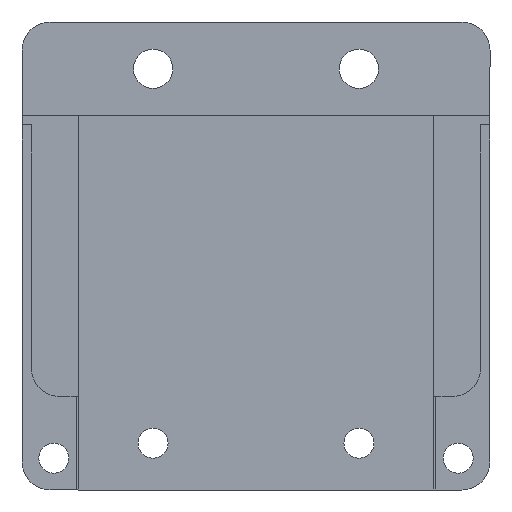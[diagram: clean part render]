
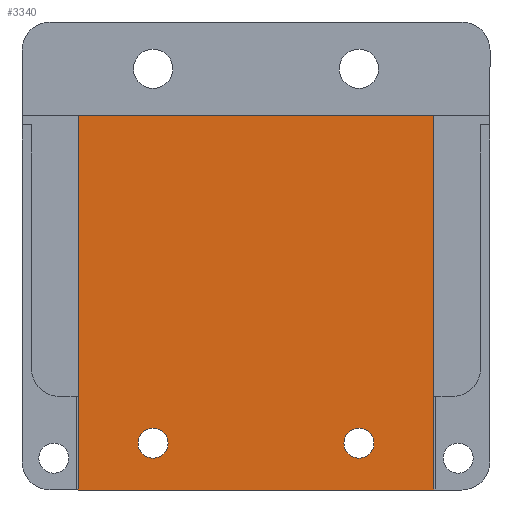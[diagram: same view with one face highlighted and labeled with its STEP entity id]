
A CAD part, front view. The second image highlights one B-rep face of the part: STEP entity #3340.
In plain terms, the highlighted planar face has unit normal (0, -1, 0).
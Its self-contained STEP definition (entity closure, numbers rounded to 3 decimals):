
#24 = VERTEX_POINT ( 'NONE', #1873 ) ;
#64 = DIRECTION ( 'NONE',  ( 0., 0., 1. ) ) ;
#108 = DIRECTION ( 'NONE',  ( 0., -1., 0. ) ) ;
#220 = CIRCLE ( 'NONE', #800, 0.8 ) ;
#313 = VERTEX_POINT ( 'NONE', #4238 ) ;
#326 = DIRECTION ( 'NONE',  ( 0., 0., 1. ) ) ;
#386 = CIRCLE ( 'NONE', #2948, 0.8 ) ;
#415 = LINE ( 'NONE', #832, #1793 ) ;
#434 = DIRECTION ( 'NONE',  ( 0., 0., 1. ) ) ;
#503 = CARTESIAN_POINT ( 'NONE',  ( 5.5, 0.5, -10.8 ) ) ;
#513 = EDGE_LOOP ( 'NONE', ( #2443, #1232 ) ) ;
#544 = EDGE_CURVE ( 'NONE', #24, #3752, #386, .T. ) ;
#672 = ORIENTED_EDGE ( 'NONE', *, *, #3382, .F. ) ;
#695 = VERTEX_POINT ( 'NONE', #4484 ) ;
#709 = DIRECTION ( 'NONE',  ( 0., 1., 0. ) ) ;
#780 = DIRECTION ( 'NONE',  ( 0., 0., -1. ) ) ;
#800 = AXIS2_PLACEMENT_3D ( 'NONE', #3570, #108, #434 ) ;
#832 = CARTESIAN_POINT ( 'NONE',  ( 9.5, 0.5, 7.5 ) ) ;
#881 = EDGE_LOOP ( 'NONE', ( #4428, #672 ) ) ;
#956 = CARTESIAN_POINT ( 'NONE',  ( 9.5, 0.5, -12.5 ) ) ;
#1040 = DIRECTION ( 'NONE',  ( 0., -1., 0. ) ) ;
#1047 = CIRCLE ( 'NONE', #3527, 0.8 ) ;
#1090 = VECTOR ( 'NONE', #3801, 1000. ) ;
#1109 = DIRECTION ( 'NONE',  ( 0., 0., 1. ) ) ;
#1119 = AXIS2_PLACEMENT_3D ( 'NONE', #3140, #709, #1109 ) ;
#1232 = ORIENTED_EDGE ( 'NONE', *, *, #2685, .F. ) ;
#1476 = CARTESIAN_POINT ( 'NONE',  ( -9.5, 0.5, -12.5 ) ) ;
#1480 = EDGE_CURVE ( 'NONE', #313, #695, #415, .T. ) ;
#1547 = DIRECTION ( 'NONE',  ( 0., -1., 0. ) ) ;
#1574 = DIRECTION ( 'NONE',  ( 0., 0., 1. ) ) ;
#1703 = LINE ( 'NONE', #3734, #1090 ) ;
#1750 = FACE_BOUND ( 'NONE', #881, .T. ) ;
#1793 = VECTOR ( 'NONE', #2889, 1000. ) ;
#1795 = PLANE ( 'NONE',  #1119 ) ;
#1873 = CARTESIAN_POINT ( 'NONE',  ( 5.5, 0.5, -9.2 ) ) ;
#1894 = CARTESIAN_POINT ( 'NONE',  ( 5.5, 0.5, -10. ) ) ;
#1999 = VERTEX_POINT ( 'NONE', #3621 ) ;
#2132 = FACE_BOUND ( 'NONE', #513, .T. ) ;
#2169 = CIRCLE ( 'NONE', #3915, 0.8 ) ;
#2198 = VERTEX_POINT ( 'NONE', #1476 ) ;
#2263 = ORIENTED_EDGE ( 'NONE', *, *, #3847, .T. ) ;
#2443 = ORIENTED_EDGE ( 'NONE', *, *, #544, .F. ) ;
#2481 = FACE_OUTER_BOUND ( 'NONE', #3170, .T. ) ;
#2524 = CARTESIAN_POINT ( 'NONE',  ( -9.5, 0.5, 7.5 ) ) ;
#2629 = CARTESIAN_POINT ( 'NONE',  ( -9.5, 0.5, 7.5 ) ) ;
#2685 = EDGE_CURVE ( 'NONE', #3752, #24, #2169, .T. ) ;
#2725 = VERTEX_POINT ( 'NONE', #3541 ) ;
#2743 = ORIENTED_EDGE ( 'NONE', *, *, #3860, .T. ) ;
#2771 = VECTOR ( 'NONE', #4481, 1000. ) ;
#2797 = VERTEX_POINT ( 'NONE', #2629 ) ;
#2889 = DIRECTION ( 'NONE',  ( 0., 0., 1. ) ) ;
#2948 = AXIS2_PLACEMENT_3D ( 'NONE', #3826, #3842, #64 ) ;
#3043 = LINE ( 'NONE', #956, #2771 ) ;
#3068 = VECTOR ( 'NONE', #780, 1000. ) ;
#3140 = CARTESIAN_POINT ( 'NONE',  ( 0., 0.5, 0. ) ) ;
#3170 = EDGE_LOOP ( 'NONE', ( #4118, #2743, #3406, #2263 ) ) ;
#3340 = ADVANCED_FACE ( 'NONE', ( #1750, #2481, #2132 ), #1795, .F. ) ;
#3382 = EDGE_CURVE ( 'NONE', #2725, #1999, #1047, .T. ) ;
#3406 = ORIENTED_EDGE ( 'NONE', *, *, #4292, .T. ) ;
#3459 = CARTESIAN_POINT ( 'NONE',  ( -5.5, 0.5, -10. ) ) ;
#3527 = AXIS2_PLACEMENT_3D ( 'NONE', #3459, #1040, #326 ) ;
#3541 = CARTESIAN_POINT ( 'NONE',  ( -5.5, 0.5, -10.8 ) ) ;
#3570 = CARTESIAN_POINT ( 'NONE',  ( -5.5, 0.5, -10. ) ) ;
#3621 = CARTESIAN_POINT ( 'NONE',  ( -5.5, 0.5, -9.2 ) ) ;
#3734 = CARTESIAN_POINT ( 'NONE',  ( 9.5, 0.5, 7.5 ) ) ;
#3752 = VERTEX_POINT ( 'NONE', #503 ) ;
#3801 = DIRECTION ( 'NONE',  ( -1., 0., 0. ) ) ;
#3826 = CARTESIAN_POINT ( 'NONE',  ( 5.5, 0.5, -10. ) ) ;
#3842 = DIRECTION ( 'NONE',  ( 0., -1., 0. ) ) ;
#3847 = EDGE_CURVE ( 'NONE', #2198, #313, #3043, .T. ) ;
#3860 = EDGE_CURVE ( 'NONE', #695, #2797, #1703, .T. ) ;
#3912 = LINE ( 'NONE', #2524, #3068 ) ;
#3915 = AXIS2_PLACEMENT_3D ( 'NONE', #1894, #1547, #1574 ) ;
#4118 = ORIENTED_EDGE ( 'NONE', *, *, #1480, .T. ) ;
#4238 = CARTESIAN_POINT ( 'NONE',  ( 9.5, 0.5, -12.5 ) ) ;
#4292 = EDGE_CURVE ( 'NONE', #2797, #2198, #3912, .T. ) ;
#4428 = ORIENTED_EDGE ( 'NONE', *, *, #4522, .F. ) ;
#4481 = DIRECTION ( 'NONE',  ( 1., 0., 0. ) ) ;
#4484 = CARTESIAN_POINT ( 'NONE',  ( 9.5, 0.5, 7.5 ) ) ;
#4522 = EDGE_CURVE ( 'NONE', #1999, #2725, #220, .T. ) ;
